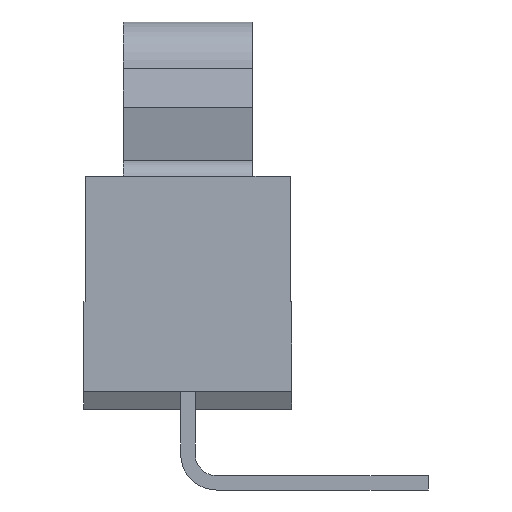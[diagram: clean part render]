
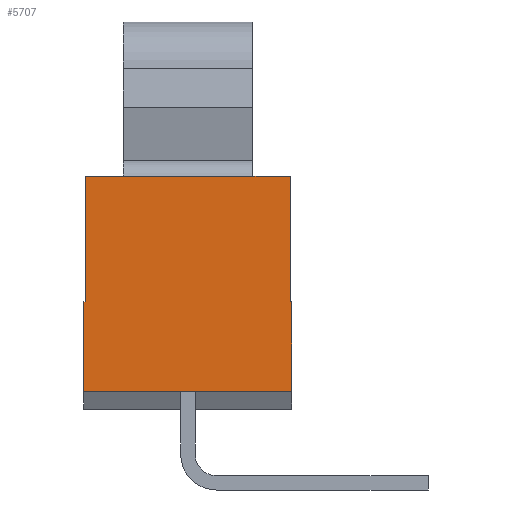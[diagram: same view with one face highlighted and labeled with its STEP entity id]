
A CAD part, left-side view. The second image highlights one B-rep face of the part: STEP entity #5707.
In plain terms, the highlighted planar face has unit normal (-1, 0, 0).
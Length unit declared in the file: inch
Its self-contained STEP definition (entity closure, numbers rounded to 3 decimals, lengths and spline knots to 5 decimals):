
#2555=CARTESIAN_POINT('',(-0.25,-0.1122,0.1378));
#2556=VERTEX_POINT('',#2555);
#2557=CARTESIAN_POINT('',(-0.25,0.1122,0.1378));
#2558=VERTEX_POINT('',#2557);
#2559=CARTESIAN_POINT('',(-0.25,-0.1122,0.1378));
#2560=DIRECTION('',(0.0,1.0,0.0));
#2561=VECTOR('',#2560,0.22441);
#2562=LINE('',#2559,#2561);
#2563=EDGE_CURVE('',#2556,#2558,#2562,.T.);
#3469=CARTESIAN_POINT('',(-0.25,0.1122,0.0));
#3470=VERTEX_POINT('',#3469);
#3485=CARTESIAN_POINT('',(-0.25,0.11417,0.0));
#3486=VERTEX_POINT('',#3485);
#3493=CARTESIAN_POINT('',(-0.25,0.1122,0.0));
#3494=DIRECTION('',(0.0,1.0,0.0));
#3495=VECTOR('',#3494,0.00197);
#3496=LINE('',#3493,#3495);
#3497=EDGE_CURVE('',#3470,#3486,#3496,.T.);
#3507=CARTESIAN_POINT('',(-0.25,-0.1122,0.0));
#3508=VERTEX_POINT('',#3507);
#3515=CARTESIAN_POINT('',(-0.25,-0.11417,0.0));
#3516=VERTEX_POINT('',#3515);
#3517=CARTESIAN_POINT('',(-0.25,-0.11417,0.0));
#3518=DIRECTION('',(0.0,1.0,0.0));
#3519=VECTOR('',#3518,0.00197);
#3520=LINE('',#3517,#3519);
#3521=EDGE_CURVE('',#3516,#3508,#3520,.T.);
#3993=CARTESIAN_POINT('',(-0.25,0.11417,-0.09843));
#3994=VERTEX_POINT('',#3993);
#4001=CARTESIAN_POINT('',(-0.25,0.11417,0.0));
#4002=DIRECTION('',(0.0,0.0,-1.0));
#4003=VECTOR('',#4002,0.09843);
#4004=LINE('',#4001,#4003);
#4005=EDGE_CURVE('',#3486,#3994,#4004,.T.);
#4067=CARTESIAN_POINT('',(-0.25,-0.11417,-0.09843));
#4068=VERTEX_POINT('',#4067);
#4069=CARTESIAN_POINT('',(-0.25,-0.11417,0.0));
#4070=DIRECTION('',(0.0,0.0,-1.0));
#4071=VECTOR('',#4070,0.09843);
#4072=LINE('',#4069,#4071);
#4073=EDGE_CURVE('',#3516,#4068,#4072,.T.);
#4274=CARTESIAN_POINT('',(-0.25,0.11417,-0.09843));
#4275=DIRECTION('',(0.0,-1.0,0.0));
#4276=VECTOR('',#4275,0.22835);
#4277=LINE('',#4274,#4276);
#4278=EDGE_CURVE('',#3994,#4068,#4277,.T.);
#5682=CARTESIAN_POINT('',(-0.25,-0.12559,-0.11024));
#5683=DIRECTION('',(-1.0,0.0,0.0));
#5684=DIRECTION('',(0.0,0.0,1.0));
#5685=AXIS2_PLACEMENT_3D('',#5682,#5683,#5684);
#5686=PLANE('',#5685);
#5687=ORIENTED_EDGE('',*,*,#2563,.T.);
#5688=CARTESIAN_POINT('',(-0.25,0.1122,0.0));
#5689=DIRECTION('',(0.0,0.0,1.0));
#5690=VECTOR('',#5689,0.1378);
#5691=LINE('',#5688,#5690);
#5692=EDGE_CURVE('',#3470,#2558,#5691,.T.);
#5693=ORIENTED_EDGE('',*,*,#5692,.F.);
#5694=ORIENTED_EDGE('',*,*,#3497,.T.);
#5695=ORIENTED_EDGE('',*,*,#4005,.T.);
#5696=ORIENTED_EDGE('',*,*,#4278,.T.);
#5697=ORIENTED_EDGE('',*,*,#4073,.F.);
#5698=ORIENTED_EDGE('',*,*,#3521,.T.);
#5699=CARTESIAN_POINT('',(-0.25,-0.1122,0.0));
#5700=DIRECTION('',(0.0,0.0,1.0));
#5701=VECTOR('',#5700,0.1378);
#5702=LINE('',#5699,#5701);
#5703=EDGE_CURVE('',#3508,#2556,#5702,.T.);
#5704=ORIENTED_EDGE('',*,*,#5703,.T.);
#5705=EDGE_LOOP('',(#5687,#5693,#5694,#5695,#5696,#5697,#5698,#5704));
#5706=FACE_OUTER_BOUND('',#5705,.T.);
#5707=ADVANCED_FACE('',(#5706),#5686,.T.);
